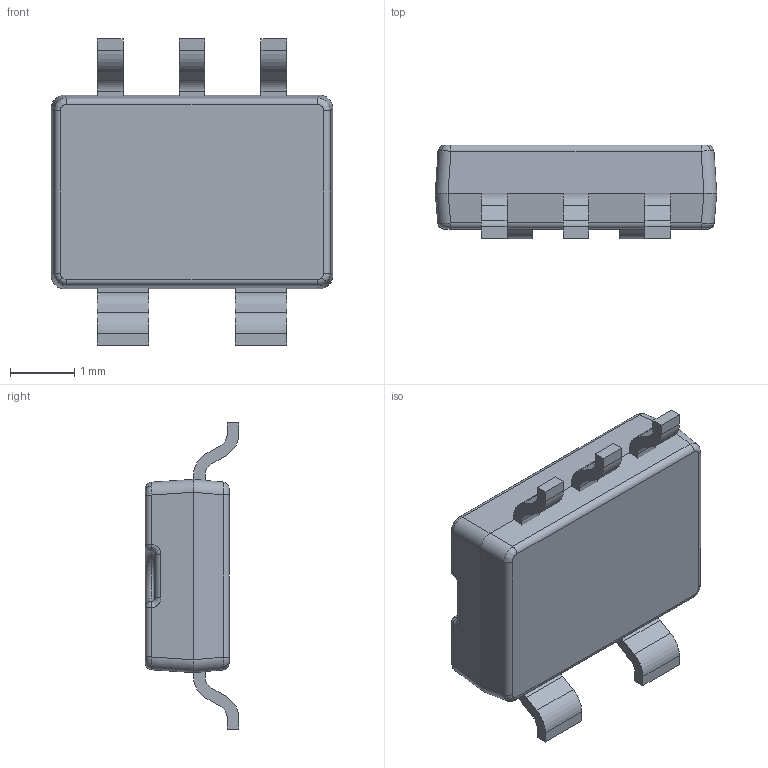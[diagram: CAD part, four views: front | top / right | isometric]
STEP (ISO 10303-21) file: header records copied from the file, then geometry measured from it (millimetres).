
FILE_DESCRIPTION (( 'STEP AP214' ), '1' );
FILE_NAME ('SOP-5.STEP', '2019-08-02T18:44:04', ( 'AVRASM1234' ), ( '' ), 'SwSTEP 2.0', 'SolidWorks 2017', '' );
FILE_SCHEMA (( 'AUTOMOTIVE_DESIGN' ));
Length unit declared in the file: millimetre
Products named in the file (1): SOP-5
Bounding box: 4.37 x 1.45 x 4.75 mm (x, y, z)
Volume: 17.1 mm3; surface area: 53.3 mm2
Topology: 6 solids, 6 shells, 117 faces, 291 edges, 186 vertices
Faces by surface type: plane 61, cylinder 38, bspline 14, torus 2, sphere 2
Entity records: 3685 total; most frequent: CARTESIAN_POINT 905, ORIENTED_EDGE 582, DIRECTION 538, EDGE_CURVE 291, LINE 188, VECTOR 188, VERTEX_POINT 186, AXIS2_PLACEMENT_3D 175
